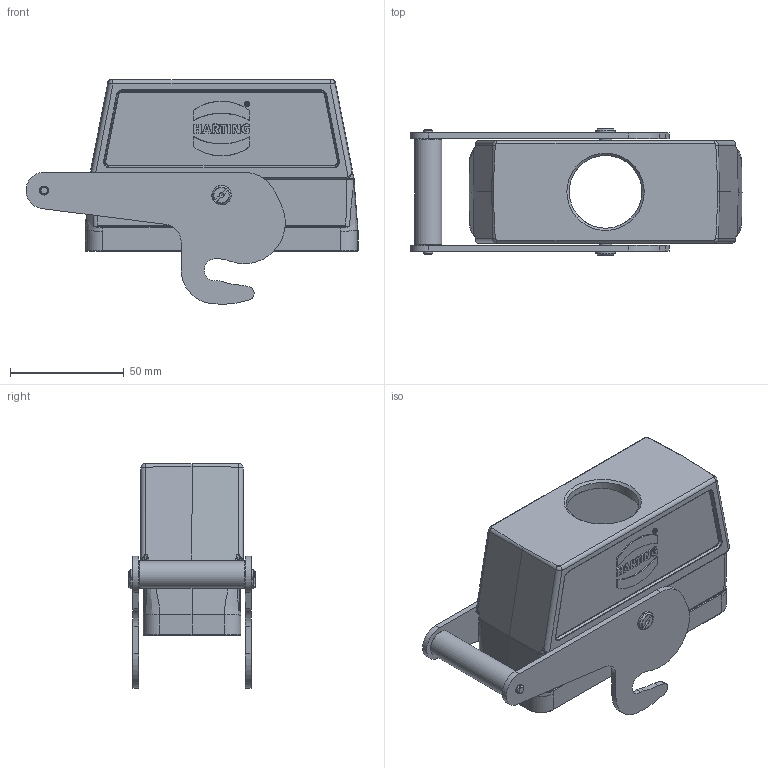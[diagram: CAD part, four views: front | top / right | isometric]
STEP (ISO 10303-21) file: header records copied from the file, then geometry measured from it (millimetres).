
FILE_DESCRIPTION(/* description */ (''),/* implementation_level */ '2;1');
FILE_NAME(/* name */ '100110550ugm000_b.stp',/* time_stamp */ '2017-10-26T13:39:22+02:00',/* author */ (''),/* organization */ (''),/* preprocessor_version */ 'ST-DEVELOPER v16',/* originating_system */ 'SIEMENS PLM Software NX 10.0',/* authorisation */ '');
FILE_SCHEMA (('AUTOMOTIVE_DESIGN { 1 0 10303 214 3 1 1 1 }'));
Length unit declared in the file: millimetre
Products named in the file (1): 100110550ugm000_b
Bounding box: 145.98 x 55.8 x 98.69 mm (x, y, z)
Volume: 117206.7 mm3; surface area: 68820 mm2
Topology: 2 solids, 2 shells, 699 faces, 2305 edges, 2196 vertices
Faces by surface type: plane 289, cylinder 164, bspline 131, torus 58, cone 51, sphere 6
Full cylindrical faces by diameter (mm): 2.2 x2, 3 x4, 3.95 x2, 5.37 x2, 5.6 x2, 8.5 x2, 12 x1, 32 x1
Entity records: 31419 total; most frequent: CARTESIAN_POINT 10462, ORIENTED_EDGE 3378, DIRECTION 3182, EDGE_CURVE 1689, AXIS2_PLACEMENT_3D 1106, VERTEX_POINT 1077, LINE 970, VECTOR 970
